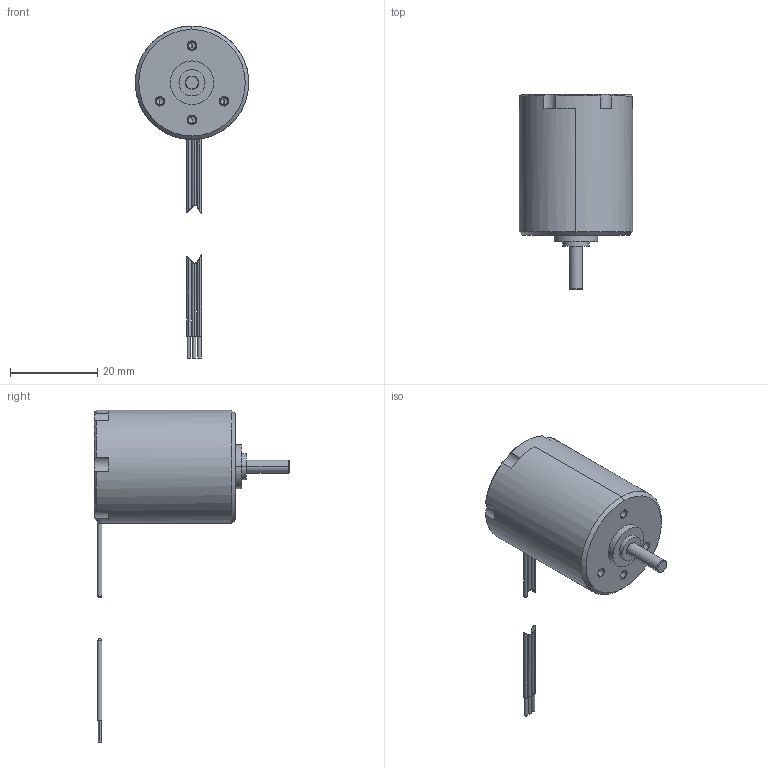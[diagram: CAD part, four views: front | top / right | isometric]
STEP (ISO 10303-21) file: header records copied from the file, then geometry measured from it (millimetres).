
FILE_DESCRIPTION((''),'2;1');
FILE_NAME('26BC_3C_ASM','2016-03-10T',('vinayak.bharmal'),(''),'PRO/ENGINEER BY PARAMETRIC TECHNOLOGY CORPORATION, 2014310','PRO/ENGINEER BY PARAMETRIC TECHNOLOGY CORPORATION, 2014310','');
FILE_SCHEMA(('CONFIG_CONTROL_DESIGN'));
Length unit declared in the file: millimetre
Products named in the file (1): 26BC_3C_ASM
Bounding box: 26 x 44.8 x 76.09 mm (x, y, z)
Volume: 17217.1 mm3; surface area: 4502.8 mm2
Topology: 4 solids, 5 shells, 208 faces, 486 edges, 290 vertices
Faces by surface type: cylinder 99, plane 52, cone 45, extrusion 6, bspline 3, torus 3
Entity records: 6167 total; most frequent: CARTESIAN_POINT 1398, DIRECTION 1053, ORIENTED_EDGE 920, EDGE_CURVE 460, AXIS2_PLACEMENT_3D 428, VERTEX_POINT 290, EDGE_LOOP 244, CIRCLE 229
